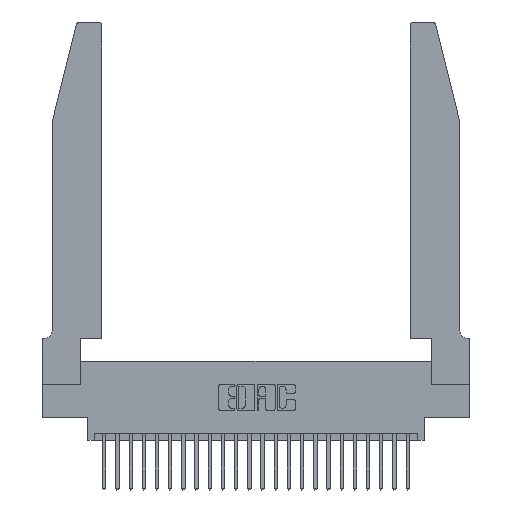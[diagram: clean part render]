
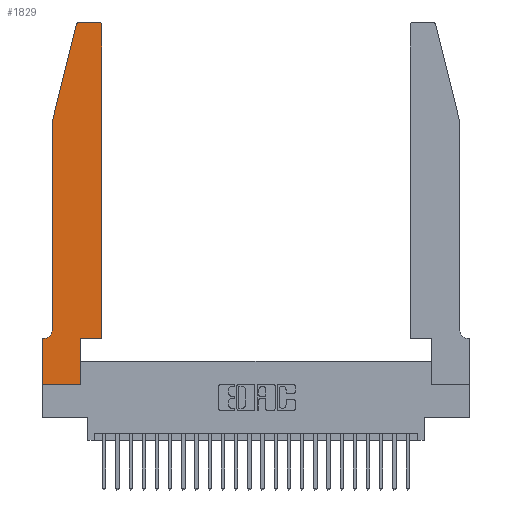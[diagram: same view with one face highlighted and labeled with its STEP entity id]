
A CAD part, top view. The second image highlights one B-rep face of the part: STEP entity #1829.
In plain terms, the highlighted planar face has unit normal (0, 0, 1).
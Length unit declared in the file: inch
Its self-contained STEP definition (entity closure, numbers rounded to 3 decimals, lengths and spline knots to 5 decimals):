
#322 = AXIS2_PLACEMENT_3D ( 'NONE', #22994, #16777, #19828 ) ;
#480 = CARTESIAN_POINT ( 'NONE',  ( 0.0755, 2., 0.37 ) ) ;
#518 = EDGE_LOOP ( 'NONE', ( #24674, #1938, #11120, #5052, #18323, #16253, #26001, #6715, #10619, #5446, #16222, #21631 ) ) ;
#931 = DIRECTION ( 'NONE',  ( 0., -1., 0. ) ) ;
#955 = CARTESIAN_POINT ( 'NONE',  ( 0.4505, 2.72, 0.37 ) ) ;
#1091 = CARTESIAN_POINT ( 'NONE',  ( 0.0755, 2., 0.37 ) ) ;
#1829 = ADVANCED_FACE ( 'NONE', ( #12591 ), #2779, .T. ) ;
#1873 = EDGE_CURVE ( 'NONE', #21283, #12052, #21864, .T. ) ;
#1917 = CARTESIAN_POINT ( 'NONE',  ( 0.4505, 0.35, 0.37 ) ) ;
#1928 = VECTOR ( 'NONE', #23397, 39.37008 ) ;
#1938 = ORIENTED_EDGE ( 'NONE', *, *, #9215, .T. ) ;
#2005 = EDGE_CURVE ( 'NONE', #14491, #18182, #15990, .T. ) ;
#2007 = VERTEX_POINT ( 'NONE', #3221 ) ;
#2201 = DIRECTION ( 'NONE',  ( 0., 1., 0. ) ) ;
#2779 = PLANE ( 'NONE',  #322 ) ;
#2912 = EDGE_CURVE ( 'NONE', #23793, #14491, #6836, .T. ) ;
#3221 = CARTESIAN_POINT ( 'NONE',  ( 0.0055, 0.35, 0.37 ) ) ;
#3232 = DIRECTION ( 'NONE',  ( 0., -1., 0. ) ) ;
#3419 = CARTESIAN_POINT ( 'NONE',  ( 0.4205, 2.72, 0.37 ) ) ;
#3466 = LINE ( 'NONE', #480, #18924 ) ;
#4410 = VERTEX_POINT ( 'NONE', #26165 ) ;
#4569 = VECTOR ( 'NONE', #15580, 39.37008 ) ;
#4913 = DIRECTION ( 'NONE',  ( 0., 0., 1. ) ) ;
#5052 = ORIENTED_EDGE ( 'NONE', *, *, #1873, .T. ) ;
#5053 = CARTESIAN_POINT ( 'NONE',  ( 0.0055, 0.42, 0.37 ) ) ;
#5446 = ORIENTED_EDGE ( 'NONE', *, *, #18440, .T. ) ;
#5458 = DIRECTION ( 'NONE',  ( 1., 0., 0. ) ) ;
#5891 = VERTEX_POINT ( 'NONE', #18291 ) ;
#6153 = DIRECTION ( 'NONE',  ( 0., 1., 0. ) ) ;
#6570 = CARTESIAN_POINT ( 'NONE',  ( 0.284, 2.75, 0.37 ) ) ;
#6715 = ORIENTED_EDGE ( 'NONE', *, *, #2005, .T. ) ;
#6836 = LINE ( 'NONE', #23193, #11637 ) ;
#6906 = VERTEX_POINT ( 'NONE', #17628 ) ;
#7138 = DIRECTION ( 'NONE',  ( -1., 0., 0. ) ) ;
#7806 = VERTEX_POINT ( 'NONE', #6570 ) ;
#8072 = VERTEX_POINT ( 'NONE', #955 ) ;
#8473 = CARTESIAN_POINT ( 'NONE',  ( 0., 0., 0.37 ) ) ;
#8539 = EDGE_CURVE ( 'NONE', #5891, #21283, #3466, .T. ) ;
#9202 = CARTESIAN_POINT ( 'NONE',  ( 0.4505, 0.35, 0.37 ) ) ;
#9215 = EDGE_CURVE ( 'NONE', #7806, #5891, #13922, .T. ) ;
#9258 = CARTESIAN_POINT ( 'NONE',  ( 0.0755, 2., 0.37 ) ) ;
#9566 = EDGE_CURVE ( 'NONE', #18182, #15574, #16403, .T. ) ;
#9996 = CARTESIAN_POINT ( 'NONE',  ( 0.2605, 2.75, 0.37 ) ) ;
#10619 = ORIENTED_EDGE ( 'NONE', *, *, #9566, .T. ) ;
#11091 = VECTOR ( 'NONE', #6153, 39.37008 ) ;
#11120 = ORIENTED_EDGE ( 'NONE', *, *, #8539, .T. ) ;
#11352 = DIRECTION ( 'NONE',  ( 1., 0., 0. ) ) ;
#11637 = VECTOR ( 'NONE', #931, 39.37008 ) ;
#11830 = CARTESIAN_POINT ( 'NONE',  ( 0.2865, 0.35, 0.37 ) ) ;
#12052 = VERTEX_POINT ( 'NONE', #18021 ) ;
#12320 = CARTESIAN_POINT ( 'NONE',  ( 0., 0.35, 0.37 ) ) ;
#12591 = FACE_OUTER_BOUND ( 'NONE', #518, .T. ) ;
#12609 = CARTESIAN_POINT ( 'NONE',  ( 0.2865, 0., 0.37 ) ) ;
#12843 = LINE ( 'NONE', #21418, #1928 ) ;
#13044 = EDGE_CURVE ( 'NONE', #2007, #23793, #12843, .T. ) ;
#13922 = CIRCLE ( 'NONE', #24480, 0.03 ) ;
#14491 = VERTEX_POINT ( 'NONE', #22104 ) ;
#14828 = DIRECTION ( 'NONE',  ( -0.239, -0.971, 0. ) ) ;
#14829 = EDGE_CURVE ( 'NONE', #12052, #2007, #20477, .T. ) ;
#15574 = VERTEX_POINT ( 'NONE', #11830 ) ;
#15580 = DIRECTION ( 'NONE',  ( 1., 0., 0. ) ) ;
#15589 = CIRCLE ( 'NONE', #23491, 0.03 ) ;
#15990 = LINE ( 'NONE', #8473, #4569 ) ;
#16222 = ORIENTED_EDGE ( 'NONE', *, *, #23231, .T. ) ;
#16253 = ORIENTED_EDGE ( 'NONE', *, *, #13044, .T. ) ;
#16403 = LINE ( 'NONE', #20228, #11091 ) ;
#16428 = AXIS2_PLACEMENT_3D ( 'NONE', #5053, #19161, #7138 ) ;
#16777 = DIRECTION ( 'NONE',  ( 0., 0., 1. ) ) ;
#17031 = CARTESIAN_POINT ( 'NONE',  ( 0.284, 2.72, 0.37 ) ) ;
#17227 = VECTOR ( 'NONE', #3232, 39.37008 ) ;
#17558 = DIRECTION ( 'NONE',  ( 0., 0., 1. ) ) ;
#17628 = CARTESIAN_POINT ( 'NONE',  ( 0.4205, 2.75, 0.37 ) ) ;
#18021 = CARTESIAN_POINT ( 'NONE',  ( 0.0755, 0.42, 0.37 ) ) ;
#18182 = VERTEX_POINT ( 'NONE', #12609 ) ;
#18291 = CARTESIAN_POINT ( 'NONE',  ( 0.25487, 2.72718, 0.37 ) ) ;
#18323 = ORIENTED_EDGE ( 'NONE', *, *, #14829, .T. ) ;
#18440 = EDGE_CURVE ( 'NONE', #15574, #4410, #26152, .T. ) ;
#18668 = VECTOR ( 'NONE', #2201, 39.37008 ) ;
#18924 = VECTOR ( 'NONE', #14828, 39.37008 ) ;
#19017 = DIRECTION ( 'NONE',  ( 1., 0., 0. ) ) ;
#19161 = DIRECTION ( 'NONE',  ( 0., 0., -1. ) ) ;
#19828 = DIRECTION ( 'NONE',  ( 1., 0., 0. ) ) ;
#20033 = DIRECTION ( 'NONE',  ( -1., 0., 0. ) ) ;
#20228 = CARTESIAN_POINT ( 'NONE',  ( 0.2865, 0.35, 0.37 ) ) ;
#20477 = CIRCLE ( 'NONE', #16428, 0.07 ) ;
#20814 = VECTOR ( 'NONE', #20033, 39.37008 ) ;
#20911 = VECTOR ( 'NONE', #11352, 39.37008 ) ;
#21283 = VERTEX_POINT ( 'NONE', #9258 ) ;
#21418 = CARTESIAN_POINT ( 'NONE',  ( 0.0755, 0.35, 0.37 ) ) ;
#21631 = ORIENTED_EDGE ( 'NONE', *, *, #22959, .T. ) ;
#21864 = LINE ( 'NONE', #1091, #17227 ) ;
#22104 = CARTESIAN_POINT ( 'NONE',  ( 0., 0., 0.37 ) ) ;
#22959 = EDGE_CURVE ( 'NONE', #8072, #6906, #15589, .T. ) ;
#22994 = CARTESIAN_POINT ( 'NONE',  ( 0., 0.35, 0.37 ) ) ;
#23193 = CARTESIAN_POINT ( 'NONE',  ( 0., 0., 0.37 ) ) ;
#23231 = EDGE_CURVE ( 'NONE', #4410, #8072, #24534, .T. ) ;
#23397 = DIRECTION ( 'NONE',  ( -1., 0., 0. ) ) ;
#23491 = AXIS2_PLACEMENT_3D ( 'NONE', #3419, #17558, #5458 ) ;
#23749 = EDGE_CURVE ( 'NONE', #6906, #7806, #26063, .T. ) ;
#23793 = VERTEX_POINT ( 'NONE', #12320 ) ;
#24480 = AXIS2_PLACEMENT_3D ( 'NONE', #17031, #4913, #19017 ) ;
#24534 = LINE ( 'NONE', #1917, #18668 ) ;
#24674 = ORIENTED_EDGE ( 'NONE', *, *, #23749, .T. ) ;
#26001 = ORIENTED_EDGE ( 'NONE', *, *, #2912, .T. ) ;
#26063 = LINE ( 'NONE', #9996, #20814 ) ;
#26152 = LINE ( 'NONE', #9202, #20911 ) ;
#26165 = CARTESIAN_POINT ( 'NONE',  ( 0.4505, 0.35, 0.37 ) ) ;
